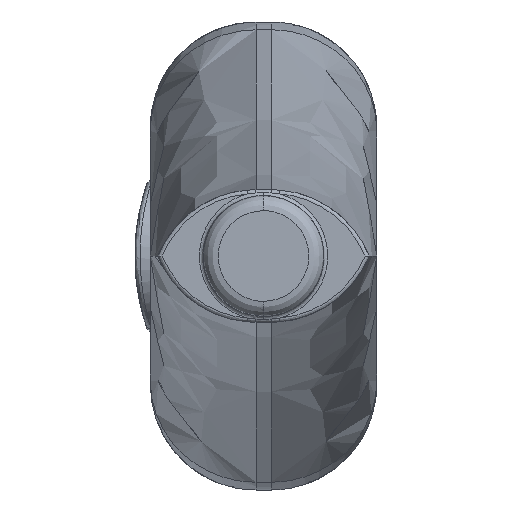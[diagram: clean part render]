
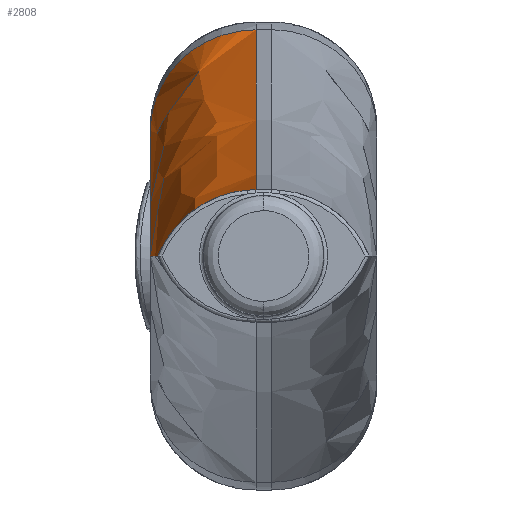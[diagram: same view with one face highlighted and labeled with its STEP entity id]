
A CAD part, left-side view. The second image highlights one B-rep face of the part: STEP entity #2808.
In plain terms, the highlighted free-form (B-spline) face has degree [2, 2] with [3, 3] control points.
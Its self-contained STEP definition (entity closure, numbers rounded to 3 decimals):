
#200 = EDGE_CURVE('',#201,#203,#205,.T.);
#201 = VERTEX_POINT('',#202);
#202 = CARTESIAN_POINT('',(-187.786,8.378,0.));
#203 = VERTEX_POINT('',#204);
#204 = CARTESIAN_POINT('',(-175.382,8.272,0.));
#205 = B_SPLINE_CURVE_WITH_KNOTS('',3,(#206,#207,#208,#209),
  .UNSPECIFIED.,.F.,.F.,(4,4),(0.028,0.038),
  .PIECEWISE_BEZIER_KNOTS.);
#206 = CARTESIAN_POINT('',(-187.786,8.378,0.));
#207 = CARTESIAN_POINT('',(-183.651,8.311,0.));
#208 = CARTESIAN_POINT('',(-179.517,8.272,0.));
#209 = CARTESIAN_POINT('',(-175.382,8.272,0.));
#333 = VERTEX_POINT('',#334);
#334 = CARTESIAN_POINT('',(-88.276,0.599,17.948
    ));
#350 = VERTEX_POINT('',#351);
#351 = CARTESIAN_POINT('',(-175.382,0.599,5.002
    ));
#356 = EDGE_CURVE('',#333,#350,#357,.T.);
#357 = ( BOUNDED_CURVE() B_SPLINE_CURVE(2,(#358,#359,#360),
.UNSPECIFIED.,.F.,.F.) B_SPLINE_CURVE_WITH_KNOTS((3,3),(2.846,
3.142),.PIECEWISE_BEZIER_KNOTS.) CURVE() 
GEOMETRIC_REPRESENTATION_ITEM() RATIONAL_B_SPLINE_CURVE((1.,
0.989,1.)) REPRESENTATION_ITEM('') );
#358 = CARTESIAN_POINT('',(-88.276,0.599,17.948
    ));
#359 = CARTESIAN_POINT('',(-130.867,0.599,5.002
    ));
#360 = CARTESIAN_POINT('',(-175.382,0.599,5.002
    ));
#889 = VERTEX_POINT('',#890);
#890 = CARTESIAN_POINT('',(-129.855,8.985,0.));
#896 = EDGE_CURVE('',#889,#897,#899,.T.);
#897 = VERTEX_POINT('',#898);
#898 = CARTESIAN_POINT('',(-85.838,8.985,9.924
    ));
#899 = ( BOUNDED_CURVE() B_SPLINE_CURVE(2,(#900,#901,#902),
.UNSPECIFIED.,.F.,.F.) B_SPLINE_CURVE_WITH_KNOTS((3,3),(3.29,
3.437),.PIECEWISE_BEZIER_KNOTS.) CURVE() 
GEOMETRIC_REPRESENTATION_ITEM() RATIONAL_B_SPLINE_CURVE((1.,
0.997,1.)) REPRESENTATION_ITEM('') );
#900 = CARTESIAN_POINT('',(-129.855,8.985,
    0.));
#901 = CARTESIAN_POINT('',(-107.482,8.985,3.345
    ));
#902 = CARTESIAN_POINT('',(-85.838,8.985,9.924
    ));
#2388 = VERTEX_POINT('',#2389);
#2389 = CARTESIAN_POINT('',(-187.786,0.599,
    5.259));
#2402 = EDGE_CURVE('',#350,#2388,#2403,.T.);
#2403 = ( BOUNDED_CURVE() B_SPLINE_CURVE(2,(#2404,#2405,#2406),
.UNSPECIFIED.,.F.,.F.) B_SPLINE_CURVE_WITH_KNOTS((3,3),(3.142,
3.183),.PIECEWISE_BEZIER_KNOTS.) CURVE() 
GEOMETRIC_REPRESENTATION_ITEM() RATIONAL_B_SPLINE_CURVE((1.,
1.,1.)) REPRESENTATION_ITEM('') );
#2404 = CARTESIAN_POINT('',(-175.382,0.599,
    5.002));
#2405 = CARTESIAN_POINT('',(-181.587,0.599,5.002
    ));
#2406 = CARTESIAN_POINT('',(-187.786,0.599,
    5.259));
#2770 = EDGE_CURVE('',#333,#897,#2771,.T.);
#2771 = ( BOUNDED_CURVE() B_SPLINE_CURVE(2,(#2772,#2773,#2774),
.UNSPECIFIED.,.F.,.F.) B_SPLINE_CURVE_WITH_KNOTS((3,3),(0.,
1.571),.PIECEWISE_BEZIER_KNOTS.) CURVE() 
GEOMETRIC_REPRESENTATION_ITEM() RATIONAL_B_SPLINE_CURVE((1.,
0.707,1.)) REPRESENTATION_ITEM('') );
#2772 = CARTESIAN_POINT('',(-88.276,0.599,
    17.948));
#2773 = CARTESIAN_POINT('',(-88.276,8.985,
    17.948));
#2774 = CARTESIAN_POINT('',(-85.838,8.985,
    9.924));
#2808 = ADVANCED_FACE('',(#2809),#2855,.T.);
#2809 = FACE_BOUND('',#2810,.T.);
#2810 = EDGE_LOOP('',(#2811,#2812,#2831,#2838,#2839,#2840,#2841,#2842));
#2811 = ORIENTED_EDGE('',*,*,#200,.F.);
#2812 = ORIENTED_EDGE('',*,*,#2813,.T.);
#2813 = EDGE_CURVE('',#201,#2814,#2816,.T.);
#2814 = VERTEX_POINT('',#2815);
#2815 = CARTESIAN_POINT('',(-187.778,1.293,
    5.229));
#2816 = B_SPLINE_CURVE_WITH_KNOTS('',3,(#2817,#2818,#2819,#2820,#2821,
    #2822,#2823,#2824,#2825,#2826,#2827,#2828,#2829,#2830),
  .UNSPECIFIED.,.F.,.F.,(4,2,2,2,2,2,4),(0.,
    0.001,0.002,0.003,
    0.004,0.006,0.008),
  .UNSPECIFIED.);
#2817 = CARTESIAN_POINT('',(-187.786,8.378,0.));
#2818 = CARTESIAN_POINT('',(-187.785,8.233,
    0.361));
#2819 = CARTESIAN_POINT('',(-187.785,8.064,0.709)
  );
#2820 = CARTESIAN_POINT('',(-187.784,7.678,
    1.382));
#2821 = CARTESIAN_POINT('',(-187.783,7.461,
    1.706));
#2822 = CARTESIAN_POINT('',(-187.782,6.99,
    2.313));
#2823 = CARTESIAN_POINT('',(-187.782,6.735,
    2.599));
#2824 = CARTESIAN_POINT('',(-187.781,6.185,
    3.137));
#2825 = CARTESIAN_POINT('',(-187.781,5.888,3.39
    ));
#2826 = CARTESIAN_POINT('',(-187.78,4.955,
    4.079));
#2827 = CARTESIAN_POINT('',(-187.779,4.281,
    4.446));
#2828 = CARTESIAN_POINT('',(-187.778,2.831,4.993
    ));
#2829 = CARTESIAN_POINT('',(-187.778,2.064,5.165
    ));
#2830 = CARTESIAN_POINT('',(-187.778,1.293,
    5.229));
#2831 = ORIENTED_EDGE('',*,*,#2832,.T.);
#2832 = EDGE_CURVE('',#2814,#2388,#2833,.T.);
#2833 = B_SPLINE_CURVE_WITH_KNOTS('',3,(#2834,#2835,#2836,#2837),
  .UNSPECIFIED.,.F.,.F.,(4,4),(0.,0.001),
  .PIECEWISE_BEZIER_KNOTS.);
#2834 = CARTESIAN_POINT('',(-187.778,1.293,
    5.229));
#2835 = CARTESIAN_POINT('',(-187.778,1.062,
    5.249));
#2836 = CARTESIAN_POINT('',(-187.781,0.831,
    5.258));
#2837 = CARTESIAN_POINT('',(-187.786,0.599,
    5.259));
#2838 = ORIENTED_EDGE('',*,*,#2402,.F.);
#2839 = ORIENTED_EDGE('',*,*,#356,.F.);
#2840 = ORIENTED_EDGE('',*,*,#2770,.T.);
#2841 = ORIENTED_EDGE('',*,*,#896,.F.);
#2842 = ORIENTED_EDGE('',*,*,#2843,.F.);
#2843 = EDGE_CURVE('',#203,#889,#2844,.T.);
#2844 = B_SPLINE_CURVE_WITH_KNOTS('',3,(#2845,#2846,#2847,#2848,#2849,
    #2850,#2851,#2852,#2853,#2854),.UNSPECIFIED.,.F.,.F.,(4,2,2,2,4),(
    0.038,0.047,0.057,
    0.066,0.076),.UNSPECIFIED.);
#2845 = CARTESIAN_POINT('',(-175.382,8.272,0.));
#2846 = CARTESIAN_POINT('',(-171.588,8.272,0.));
#2847 = CARTESIAN_POINT('',(-167.794,8.304,0.));
#2848 = CARTESIAN_POINT('',(-160.206,8.42,0.));
#2849 = CARTESIAN_POINT('',(-156.412,8.503,0.));
#2850 = CARTESIAN_POINT('',(-148.825,8.683,0.));
#2851 = CARTESIAN_POINT('',(-145.031,8.779,0.));
#2852 = CARTESIAN_POINT('',(-137.443,8.93,
    0.));
#2853 = CARTESIAN_POINT('',(-133.651,8.985,
    0.));
#2854 = CARTESIAN_POINT('',(-129.855,8.985,0.));
#2855 = ( BOUNDED_SURFACE() B_SPLINE_SURFACE(2,2,(
    (#2856,#2857,#2858)
    ,(#2859,#2860,#2861)
    ,(#2862,#2863,#2864
)),.UNSPECIFIED.,.F.,.F.,.F.) B_SPLINE_SURFACE_WITH_KNOTS((3,3),(3,3),(
    2.846,3.183),(1.571,3.142),
.PIECEWISE_BEZIER_KNOTS.) GEOMETRIC_REPRESENTATION_ITEM() 
RATIONAL_B_SPLINE_SURFACE((
    (1.,0.707,1.)
    ,(0.986,0.697,0.986)
,(1.,0.707,1.))) REPRESENTATION_ITEM('') SURFACE() );
#2856 = CARTESIAN_POINT('',(-85.838,8.985,
    9.924));
#2857 = CARTESIAN_POINT('',(-88.276,8.985,
    17.948));
#2858 = CARTESIAN_POINT('',(-88.276,0.599,
    17.948));
#2859 = CARTESIAN_POINT('',(-135.877,8.985,
    -5.286));
#2860 = CARTESIAN_POINT('',(-136.953,8.985,
    3.152));
#2861 = CARTESIAN_POINT('',(-136.953,0.599,
    3.152));
#2862 = CARTESIAN_POINT('',(-188.133,8.985,
    -3.12));
#2863 = CARTESIAN_POINT('',(-187.786,8.985,
    5.259));
#2864 = CARTESIAN_POINT('',(-187.786,0.599,
    5.259));
